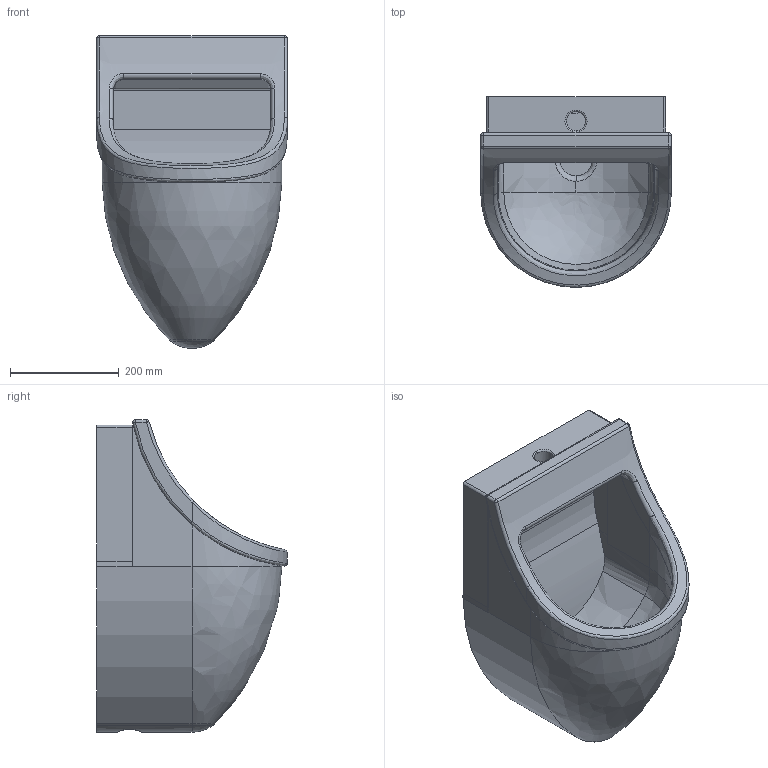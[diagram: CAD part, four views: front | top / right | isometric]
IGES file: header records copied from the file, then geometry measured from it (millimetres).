
Global section: file name: No Iges File Name specified; native system: AutoDesk Inventor R11.0; preprocessor: AutoDesk Inventor Iges Exporter R11.0; author: No Author specified; organization: No Organization specified; date: 20070806.104939; units: millimetre
Bounding box: 350 x 349.98 x 575 mm (x, y, z)
Volume: 20358217.2 mm3; surface area: 1012809.7 mm2
Topology: 1 solids, 2 shells, 158 faces, 389 edges, 239 vertices
Faces by surface type: plane 52, revolution 47, cylinder 26, bspline 17, torus 10, sphere 6
